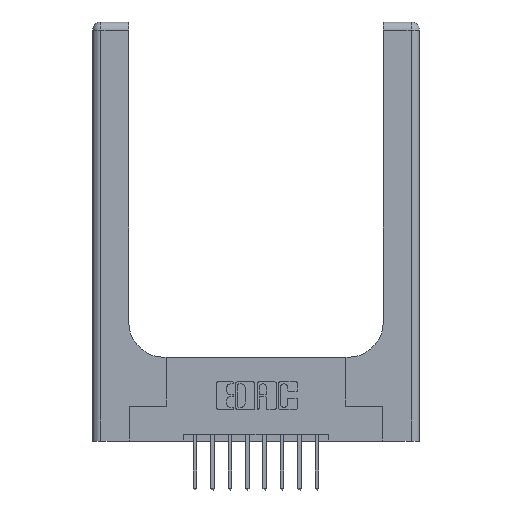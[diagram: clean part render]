
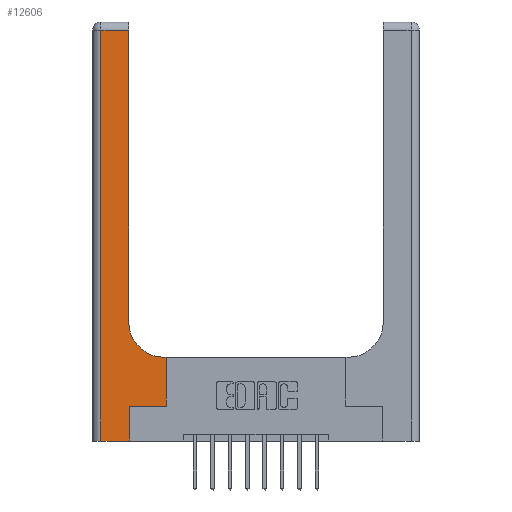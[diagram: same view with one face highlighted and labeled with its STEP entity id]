
A CAD part, top view. The second image highlights one B-rep face of the part: STEP entity #12606.
In plain terms, the highlighted planar face has unit normal (0, 0, 1).
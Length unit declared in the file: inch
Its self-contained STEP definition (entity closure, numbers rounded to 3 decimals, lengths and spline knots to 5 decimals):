
#268 = LINE ( 'NONE', #8558, #6084 ) ;
#525 = DIRECTION ( 'NONE',  ( 0., 1., 0. ) ) ;
#710 = DIRECTION ( 'NONE',  ( -1., 0., 0. ) ) ;
#1136 = CARTESIAN_POINT ( 'NONE',  ( 0.26, 0.6, 0.37 ) ) ;
#1399 = EDGE_LOOP ( 'NONE', ( #5085, #5000, #10322, #5850, #8276, #10445, #3672, #7506, #11576 ) ) ;
#1509 = VECTOR ( 'NONE', #525, 39.37008 ) ;
#1611 = DIRECTION ( 'NONE',  ( 0., 1., 0. ) ) ;
#1802 = DIRECTION ( 'NONE',  ( 0., 0., -1. ) ) ;
#2093 = LINE ( 'NONE', #1136, #14064 ) ;
#2190 = VERTEX_POINT ( 'NONE', #9063 ) ;
#3193 = CARTESIAN_POINT ( 'NONE',  ( 0.06, 0., 0.37 ) ) ;
#3484 = VERTEX_POINT ( 'NONE', #13487 ) ;
#3550 = CARTESIAN_POINT ( 'NONE',  ( 0.06, 3., 0.37 ) ) ;
#3672 = ORIENTED_EDGE ( 'NONE', *, *, #8196, .T. ) ;
#3744 = EDGE_CURVE ( 'NONE', #11849, #3935, #6145, .T. ) ;
#3935 = VERTEX_POINT ( 'NONE', #8290 ) ;
#4187 = DIRECTION ( 'NONE',  ( -1., 0., 0. ) ) ;
#4517 = VERTEX_POINT ( 'NONE', #15007 ) ;
#4582 = CARTESIAN_POINT ( 'NONE',  ( 0.265, 0., 0.37 ) ) ;
#4614 = EDGE_CURVE ( 'NONE', #5210, #13272, #5648, .T. ) ;
#5000 = ORIENTED_EDGE ( 'NONE', *, *, #5412, .T. ) ;
#5085 = ORIENTED_EDGE ( 'NONE', *, *, #10255, .T. ) ;
#5210 = VERTEX_POINT ( 'NONE', #3193 ) ;
#5326 = CARTESIAN_POINT ( 'NONE',  ( 0., 3., 0.37 ) ) ;
#5331 = LINE ( 'NONE', #3550, #10082 ) ;
#5412 = EDGE_CURVE ( 'NONE', #2190, #3484, #12873, .T. ) ;
#5648 = LINE ( 'NONE', #9778, #13793 ) ;
#5790 = DIRECTION ( 'NONE',  ( 0., 1., 0. ) ) ;
#5850 = ORIENTED_EDGE ( 'NONE', *, *, #4614, .T. ) ;
#6084 = VECTOR ( 'NONE', #1611, 39.37008 ) ;
#6145 = LINE ( 'NONE', #12931, #12851 ) ;
#6206 = AXIS2_PLACEMENT_3D ( 'NONE', #10677, #11918, #7231 ) ;
#6459 = LINE ( 'NONE', #4582, #14434 ) ;
#6700 = VECTOR ( 'NONE', #710, 39.37008 ) ;
#6998 = EDGE_CURVE ( 'NONE', #4517, #13944, #8302, .T. ) ;
#7168 = EDGE_CURVE ( 'NONE', #13272, #11849, #6459, .T. ) ;
#7198 = FACE_OUTER_BOUND ( 'NONE', #1399, .T. ) ;
#7231 = DIRECTION ( 'NONE',  ( 1., 0., 0. ) ) ;
#7506 = ORIENTED_EDGE ( 'NONE', *, *, #7662, .T. ) ;
#7662 = EDGE_CURVE ( 'NONE', #7693, #4517, #2093, .T. ) ;
#7693 = VERTEX_POINT ( 'NONE', #13496 ) ;
#7714 = CARTESIAN_POINT ( 'NONE',  ( 0., 2.94, 0.37 ) ) ;
#7944 = CARTESIAN_POINT ( 'NONE',  ( 0.26, 0.85, 0.37 ) ) ;
#8196 = EDGE_CURVE ( 'NONE', #3935, #7693, #268, .T. ) ;
#8276 = ORIENTED_EDGE ( 'NONE', *, *, #7168, .T. ) ;
#8290 = CARTESIAN_POINT ( 'NONE',  ( 0.528, 0.25, 0.37 ) ) ;
#8302 = CIRCLE ( 'NONE', #6206, 0.25 ) ;
#8470 = DIRECTION ( 'NONE',  ( 1., 0., 0. ) ) ;
#8558 = CARTESIAN_POINT ( 'NONE',  ( 0.528, 0.25, 0.37 ) ) ;
#8630 = EDGE_CURVE ( 'NONE', #3484, #5210, #5331, .T. ) ;
#9063 = CARTESIAN_POINT ( 'NONE',  ( 0.26, 2.94, 0.37 ) ) ;
#9778 = CARTESIAN_POINT ( 'NONE',  ( 0., 0., 0.37 ) ) ;
#9869 = AXIS2_PLACEMENT_3D ( 'NONE', #5326, #1802, #13348 ) ;
#10082 = VECTOR ( 'NONE', #12846, 39.37008 ) ;
#10255 = EDGE_CURVE ( 'NONE', #13944, #2190, #14909, .T. ) ;
#10322 = ORIENTED_EDGE ( 'NONE', *, *, #8630, .T. ) ;
#10445 = ORIENTED_EDGE ( 'NONE', *, *, #3744, .T. ) ;
#10677 = CARTESIAN_POINT ( 'NONE',  ( 0.51, 0.85, 0.37 ) ) ;
#11038 = CARTESIAN_POINT ( 'NONE',  ( 0.265, 0., 0.37 ) ) ;
#11441 = CARTESIAN_POINT ( 'NONE',  ( 0.265, 0.25, 0.37 ) ) ;
#11576 = ORIENTED_EDGE ( 'NONE', *, *, #6998, .T. ) ;
#11849 = VERTEX_POINT ( 'NONE', #11441 ) ;
#11918 = DIRECTION ( 'NONE',  ( 0., 0., -1. ) ) ;
#12606 = ADVANCED_FACE ( 'NONE', ( #7198 ), #13109, .F. ) ;
#12846 = DIRECTION ( 'NONE',  ( 0., -1., 0. ) ) ;
#12851 = VECTOR ( 'NONE', #14149, 39.37008 ) ;
#12873 = LINE ( 'NONE', #7714, #6700 ) ;
#12931 = CARTESIAN_POINT ( 'NONE',  ( 0.265, 0.25, 0.37 ) ) ;
#13109 = PLANE ( 'NONE',  #9869 ) ;
#13272 = VERTEX_POINT ( 'NONE', #11038 ) ;
#13348 = DIRECTION ( 'NONE',  ( -1., 0., 0. ) ) ;
#13487 = CARTESIAN_POINT ( 'NONE',  ( 0.06, 2.94, 0.37 ) ) ;
#13496 = CARTESIAN_POINT ( 'NONE',  ( 0.528, 0.6, 0.37 ) ) ;
#13793 = VECTOR ( 'NONE', #8470, 39.37008 ) ;
#13944 = VERTEX_POINT ( 'NONE', #7944 ) ;
#14064 = VECTOR ( 'NONE', #4187, 39.37008 ) ;
#14149 = DIRECTION ( 'NONE',  ( 1., 0., 0. ) ) ;
#14434 = VECTOR ( 'NONE', #5790, 39.37008 ) ;
#14604 = CARTESIAN_POINT ( 'NONE',  ( 0.26, 3., 0.37 ) ) ;
#14909 = LINE ( 'NONE', #14604, #1509 ) ;
#15007 = CARTESIAN_POINT ( 'NONE',  ( 0.51, 0.6, 0.37 ) ) ;
